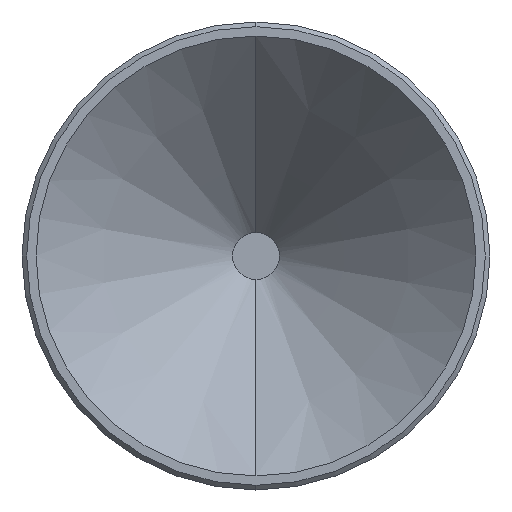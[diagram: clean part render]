
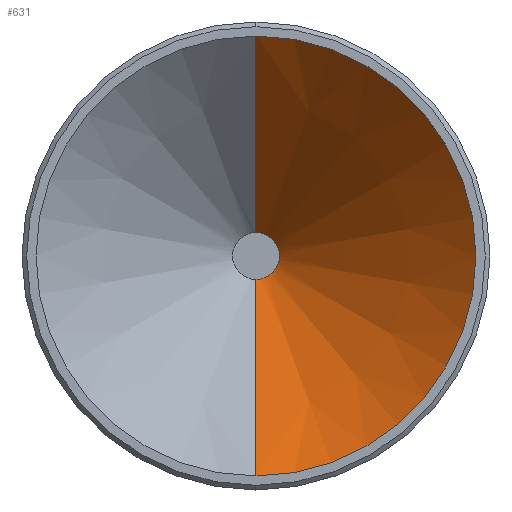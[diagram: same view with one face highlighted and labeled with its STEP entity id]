
A CAD part, left-side view. The second image highlights one B-rep face of the part: STEP entity #631.
In plain terms, the highlighted conical face has half-angle 45 degrees and reference radius 0.127 mm.
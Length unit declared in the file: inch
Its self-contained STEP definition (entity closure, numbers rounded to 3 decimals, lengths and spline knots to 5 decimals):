
#46 = ORIENTED_EDGE ( 'NONE', *, *, #64, .F. ) ;
#51 = CARTESIAN_POINT ( 'NONE',  ( -0.288, 0., -0.005 ) ) ;
#57 = CARTESIAN_POINT ( 'NONE',  ( -0.288, 0., -0.005 ) ) ;
#64 = EDGE_CURVE ( 'NONE', #95, #512, #891, .T. ) ;
#74 = VECTOR ( 'NONE', #886, 39.37008 ) ;
#95 = VERTEX_POINT ( 'NONE', #648 ) ;
#97 = CARTESIAN_POINT ( 'NONE',  ( -0.288, 0., 0.005 ) ) ;
#103 = ORIENTED_EDGE ( 'NONE', *, *, #637, .T. ) ;
#132 = FACE_OUTER_BOUND ( 'NONE', #727, .T. ) ;
#175 = ORIENTED_EDGE ( 'NONE', *, *, #1033, .F. ) ;
#246 = DIRECTION ( 'NONE',  ( -0.707, 0., -0.707 ) ) ;
#269 = AXIS2_PLACEMENT_3D ( 'NONE', #999, #757, #573 ) ;
#328 = DIRECTION ( 'NONE',  ( -1., 0., 0. ) ) ;
#349 = ORIENTED_EDGE ( 'NONE', *, *, #585, .T. ) ;
#359 = AXIS2_PLACEMENT_3D ( 'NONE', #1089, #328, #754 ) ;
#362 = CONICAL_SURFACE ( 'NONE', #461, 0.005, 0.785 ) ;
#363 = CARTESIAN_POINT ( 'NONE',  ( -0.33, 0., 0.047 ) ) ;
#461 = AXIS2_PLACEMENT_3D ( 'NONE', #483, #857, #609 ) ;
#483 = CARTESIAN_POINT ( 'NONE',  ( -0.288, 0., 0. ) ) ;
#512 = VERTEX_POINT ( 'NONE', #363 ) ;
#573 = DIRECTION ( 'NONE',  ( 0., 0., 1. ) ) ;
#585 = EDGE_CURVE ( 'NONE', #718, #512, #773, .T. ) ;
#609 = DIRECTION ( 'NONE',  ( 0., 0., 1. ) ) ;
#631 = ADVANCED_FACE ( 'NONE', ( #132 ), #362, .F. ) ;
#637 = EDGE_CURVE ( 'NONE', #673, #718, #850, .T. ) ;
#648 = CARTESIAN_POINT ( 'NONE',  ( -0.288, 0., 0.005 ) ) ;
#671 = CARTESIAN_POINT ( 'NONE',  ( -0.33, 0., -0.047 ) ) ;
#673 = VERTEX_POINT ( 'NONE', #57 ) ;
#718 = VERTEX_POINT ( 'NONE', #671 ) ;
#727 = EDGE_LOOP ( 'NONE', ( #175, #103, #349, #46 ) ) ;
#754 = DIRECTION ( 'NONE',  ( 0., 0., 1. ) ) ;
#757 = DIRECTION ( 'NONE',  ( -1., 0., 0. ) ) ;
#773 = CIRCLE ( 'NONE', #269, 0.047 ) ;
#850 = LINE ( 'NONE', #51, #866 ) ;
#857 = DIRECTION ( 'NONE',  ( -1., 0., 0. ) ) ;
#866 = VECTOR ( 'NONE', #246, 39.37008 ) ;
#886 = DIRECTION ( 'NONE',  ( -0.707, 0., 0.707 ) ) ;
#891 = LINE ( 'NONE', #97, #74 ) ;
#963 = CIRCLE ( 'NONE', #359, 0.005 ) ;
#999 = CARTESIAN_POINT ( 'NONE',  ( -0.33, 0., 0. ) ) ;
#1033 = EDGE_CURVE ( 'NONE', #673, #95, #963, .T. ) ;
#1089 = CARTESIAN_POINT ( 'NONE',  ( -0.288, 0., 0. ) ) ;
